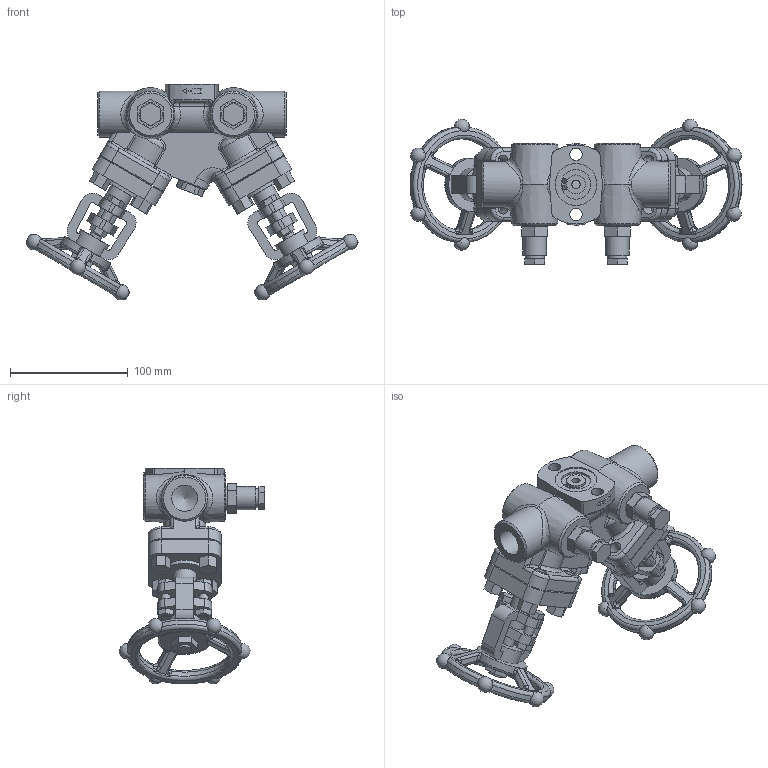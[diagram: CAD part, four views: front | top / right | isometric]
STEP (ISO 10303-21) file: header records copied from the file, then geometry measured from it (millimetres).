
FILE_DESCRIPTION(/* description */ (''),/* implementation_level */ '2;1');
FILE_NAME(/* name */ 'v2rb0-015-sw000-00.stp',/* time_stamp */ '2019-09-26T11:00:49+09:00',/* author */ ('nakaot'),/* organization */ (''),/* preprocessor_version */ 'ST-DEVELOPER v18',/* originating_system */ 'Autodesk Inventor 2020',/* authorisation */ '');
FILE_SCHEMA (('AUTOMOTIVE_DESIGN { 1 0 10303 214 3 1 1 }'));
Length unit declared in the file: millimetre
Products named in the file (1): v2rb0-015-sw000-00
Bounding box: 281.46 x 123.47 x 182.91 mm (x, y, z)
Volume: 748417.8 mm3; surface area: 167633.7 mm2
Topology: 3 solids, 13 shells, 981 faces, 2604 edges, 1643 vertices
Faces by surface type: plane 355, cylinder 287, bspline 226, torus 66, cone 35, sphere 12
Full cylindrical faces by diameter (mm): 4 x2, 7 x3, 8 x9, 10 x12, 10.5 x2, 11.445 x10, 12 x2, 14.05 x2, 15.2 x1, 16 x5, 20 x4, 21 x5, 22.2 x2, 25 x1, 28 x2, 35.5 x1, 38 x2, 39 x2, 40 x4
Entity records: 40218 total; most frequent: CARTESIAN_POINT 16975, ORIENTED_EDGE 5116, DIRECTION 4396, EDGE_CURVE 2558, AXIS2_PLACEMENT_3D 1647, VERTEX_POINT 1643, LINE 1102, VECTOR 1102
